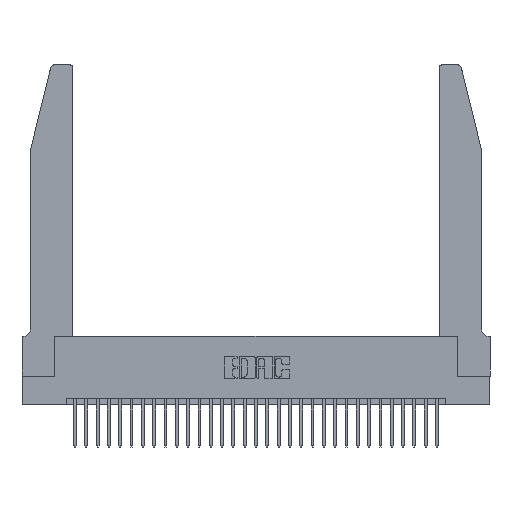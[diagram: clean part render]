
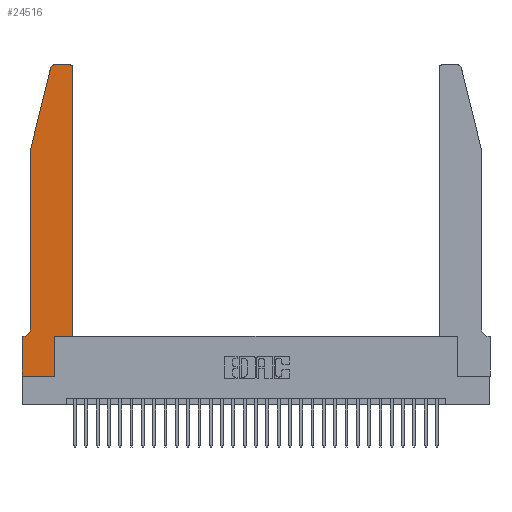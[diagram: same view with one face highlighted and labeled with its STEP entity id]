
A CAD part, top view. The second image highlights one B-rep face of the part: STEP entity #24516.
In plain terms, the highlighted planar face has unit normal (0, 0, 1).
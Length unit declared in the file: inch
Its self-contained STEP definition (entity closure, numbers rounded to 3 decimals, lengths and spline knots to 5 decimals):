
#16 = VECTOR ( 'NONE', #20381, 39.37008 ) ;
#1569 = VERTEX_POINT ( 'NONE', #13956 ) ;
#1853 = CARTESIAN_POINT ( 'NONE',  ( 0.4205, 2.75, 0.37 ) ) ;
#2076 = DIRECTION ( 'NONE',  ( 0., 0., 1. ) ) ;
#2537 = DIRECTION ( 'NONE',  ( -1., 0., 0. ) ) ;
#2681 = ORIENTED_EDGE ( 'NONE', *, *, #28589, .T. ) ;
#2907 = CARTESIAN_POINT ( 'NONE',  ( 0.0755, 2., 0.37 ) ) ;
#2952 = LINE ( 'NONE', #2907, #28264 ) ;
#3647 = VECTOR ( 'NONE', #22249, 39.37008 ) ;
#3667 = VECTOR ( 'NONE', #6816, 39.37008 ) ;
#3708 = EDGE_CURVE ( 'NONE', #1569, #23016, #10905, .T. ) ;
#4224 = LINE ( 'NONE', #5727, #29491 ) ;
#4525 = DIRECTION ( 'NONE',  ( 1., 0., 0. ) ) ;
#4898 = ORIENTED_EDGE ( 'NONE', *, *, #28647, .T. ) ;
#5727 = CARTESIAN_POINT ( 'NONE',  ( 0.0755, 0.35, 0.37 ) ) ;
#5963 = PLANE ( 'NONE',  #24473 ) ;
#6816 = DIRECTION ( 'NONE',  ( 1., 0., 0. ) ) ;
#7839 = CARTESIAN_POINT ( 'NONE',  ( 0., 0., 0.37 ) ) ;
#8005 = DIRECTION ( 'NONE',  ( -0.239, -0.971, 0. ) ) ;
#8097 = CARTESIAN_POINT ( 'NONE',  ( 0.2865, 0.35, 0.37 ) ) ;
#8831 = ORIENTED_EDGE ( 'NONE', *, *, #17533, .T. ) ;
#9253 = ORIENTED_EDGE ( 'NONE', *, *, #15122, .T. ) ;
#9332 = VERTEX_POINT ( 'NONE', #29314 ) ;
#9648 = LINE ( 'NONE', #12120, #3667 ) ;
#9785 = CIRCLE ( 'NONE', #19017, 0.03 ) ;
#10064 = CARTESIAN_POINT ( 'NONE',  ( 0.4505, 0.35, 0.37 ) ) ;
#10429 = DIRECTION ( 'NONE',  ( 0., -1., 0. ) ) ;
#10439 = LINE ( 'NONE', #19830, #3647 ) ;
#10537 = CARTESIAN_POINT ( 'NONE',  ( 0.0755, 2., 0.37 ) ) ;
#10676 = CARTESIAN_POINT ( 'NONE',  ( 0.2605, 2.75, 0.37 ) ) ;
#10722 = EDGE_CURVE ( 'NONE', #26480, #1569, #27020, .T. ) ;
#10748 = EDGE_CURVE ( 'NONE', #14124, #11372, #19955, .T. ) ;
#10892 = DIRECTION ( 'NONE',  ( -1., 0., 0. ) ) ;
#10905 = CIRCLE ( 'NONE', #23633, 0.03 ) ;
#11372 = VERTEX_POINT ( 'NONE', #29841 ) ;
#11559 = CARTESIAN_POINT ( 'NONE',  ( 0.0755, 0.42, 0.37 ) ) ;
#11888 = CARTESIAN_POINT ( 'NONE',  ( 0.284, 2.72, 0.37 ) ) ;
#12120 = CARTESIAN_POINT ( 'NONE',  ( 0.4505, 0.35, 0.37 ) ) ;
#12194 = VERTEX_POINT ( 'NONE', #11559 ) ;
#12317 = CARTESIAN_POINT ( 'NONE',  ( 0., 0.35, 0.37 ) ) ;
#12783 = VECTOR ( 'NONE', #4525, 39.37008 ) ;
#13010 = ORIENTED_EDGE ( 'NONE', *, *, #10722, .T. ) ;
#13120 = DIRECTION ( 'NONE',  ( -1., 0., 0. ) ) ;
#13135 = CARTESIAN_POINT ( 'NONE',  ( 0.0755, 2., 0.37 ) ) ;
#13362 = ORIENTED_EDGE ( 'NONE', *, *, #17005, .T. ) ;
#13386 = VERTEX_POINT ( 'NONE', #28681 ) ;
#13514 = VERTEX_POINT ( 'NONE', #12317 ) ;
#13551 = DIRECTION ( 'NONE',  ( 0., 0., 1. ) ) ;
#13587 = LINE ( 'NONE', #10537, #25627 ) ;
#13956 = CARTESIAN_POINT ( 'NONE',  ( 0.284, 2.75, 0.37 ) ) ;
#14007 = ORIENTED_EDGE ( 'NONE', *, *, #3708, .T. ) ;
#14124 = VERTEX_POINT ( 'NONE', #24144 ) ;
#14351 = DIRECTION ( 'NONE',  ( 1., 0., 0. ) ) ;
#14359 = LINE ( 'NONE', #7839, #20067 ) ;
#15122 = EDGE_CURVE ( 'NONE', #12194, #9332, #18204, .T. ) ;
#15766 = VERTEX_POINT ( 'NONE', #10064 ) ;
#16617 = EDGE_CURVE ( 'NONE', #23016, #21284, #2952, .T. ) ;
#17005 = EDGE_CURVE ( 'NONE', #13386, #14124, #26352, .T. ) ;
#17073 = CARTESIAN_POINT ( 'NONE',  ( 0.4205, 2.72, 0.37 ) ) ;
#17516 = DIRECTION ( 'NONE',  ( 0., 0., -1. ) ) ;
#17533 = EDGE_CURVE ( 'NONE', #11372, #15766, #9648, .T. ) ;
#17730 = CARTESIAN_POINT ( 'NONE',  ( 0.4505, 2.72, 0.37 ) ) ;
#17803 = DIRECTION ( 'NONE',  ( 0., -1., 0. ) ) ;
#18204 = CIRCLE ( 'NONE', #29055, 0.07 ) ;
#19017 = AXIS2_PLACEMENT_3D ( 'NONE', #17073, #2076, #19493 ) ;
#19493 = DIRECTION ( 'NONE',  ( 1., 0., 0. ) ) ;
#19784 = ORIENTED_EDGE ( 'NONE', *, *, #24775, .T. ) ;
#19830 = CARTESIAN_POINT ( 'NONE',  ( 0.4505, 0.35, 0.37 ) ) ;
#19926 = EDGE_LOOP ( 'NONE', ( #13010, #14007, #27865, #4898, #9253, #22773, #2681, #13362, #27288, #8831, #19784, #22880 ) ) ;
#19955 = LINE ( 'NONE', #8097, #16 ) ;
#20067 = VECTOR ( 'NONE', #10429, 39.37008 ) ;
#20381 = DIRECTION ( 'NONE',  ( 0., 1., 0. ) ) ;
#21220 = CARTESIAN_POINT ( 'NONE',  ( 0.0055, 0.42, 0.37 ) ) ;
#21284 = VERTEX_POINT ( 'NONE', #13135 ) ;
#21921 = EDGE_CURVE ( 'NONE', #9332, #13514, #4224, .T. ) ;
#22205 = EDGE_CURVE ( 'NONE', #27956, #26480, #9785, .T. ) ;
#22249 = DIRECTION ( 'NONE',  ( 0., 1., 0. ) ) ;
#22773 = ORIENTED_EDGE ( 'NONE', *, *, #21921, .T. ) ;
#22880 = ORIENTED_EDGE ( 'NONE', *, *, #22205, .T. ) ;
#23016 = VERTEX_POINT ( 'NONE', #24667 ) ;
#23633 = AXIS2_PLACEMENT_3D ( 'NONE', #11888, #28753, #14351 ) ;
#23712 = FACE_OUTER_BOUND ( 'NONE', #19926, .T. ) ;
#24144 = CARTESIAN_POINT ( 'NONE',  ( 0.2865, 0., 0.37 ) ) ;
#24473 = AXIS2_PLACEMENT_3D ( 'NONE', #27962, #13551, #30409 ) ;
#24516 = ADVANCED_FACE ( 'NONE', ( #23712 ), #5963, .T. ) ;
#24667 = CARTESIAN_POINT ( 'NONE',  ( 0.25487, 2.72718, 0.37 ) ) ;
#24775 = EDGE_CURVE ( 'NONE', #15766, #27956, #10439, .T. ) ;
#25627 = VECTOR ( 'NONE', #17803, 39.37008 ) ;
#26276 = VECTOR ( 'NONE', #13120, 39.37008 ) ;
#26352 = LINE ( 'NONE', #31382, #12783 ) ;
#26480 = VERTEX_POINT ( 'NONE', #1853 ) ;
#27020 = LINE ( 'NONE', #10676, #26276 ) ;
#27288 = ORIENTED_EDGE ( 'NONE', *, *, #10748, .T. ) ;
#27865 = ORIENTED_EDGE ( 'NONE', *, *, #16617, .T. ) ;
#27956 = VERTEX_POINT ( 'NONE', #17730 ) ;
#27962 = CARTESIAN_POINT ( 'NONE',  ( 0., 0.35, 0.37 ) ) ;
#28264 = VECTOR ( 'NONE', #8005, 39.37008 ) ;
#28589 = EDGE_CURVE ( 'NONE', #13514, #13386, #14359, .T. ) ;
#28647 = EDGE_CURVE ( 'NONE', #21284, #12194, #13587, .T. ) ;
#28681 = CARTESIAN_POINT ( 'NONE',  ( 0., 0., 0.37 ) ) ;
#28753 = DIRECTION ( 'NONE',  ( 0., 0., 1. ) ) ;
#29055 = AXIS2_PLACEMENT_3D ( 'NONE', #21220, #17516, #2537 ) ;
#29314 = CARTESIAN_POINT ( 'NONE',  ( 0.0055, 0.35, 0.37 ) ) ;
#29491 = VECTOR ( 'NONE', #10892, 39.37008 ) ;
#29841 = CARTESIAN_POINT ( 'NONE',  ( 0.2865, 0.35, 0.37 ) ) ;
#30409 = DIRECTION ( 'NONE',  ( 1., 0., 0. ) ) ;
#31382 = CARTESIAN_POINT ( 'NONE',  ( 0., 0., 0.37 ) ) ;
